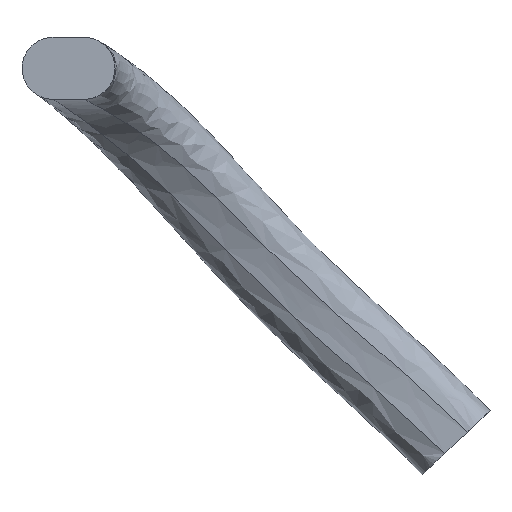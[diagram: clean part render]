
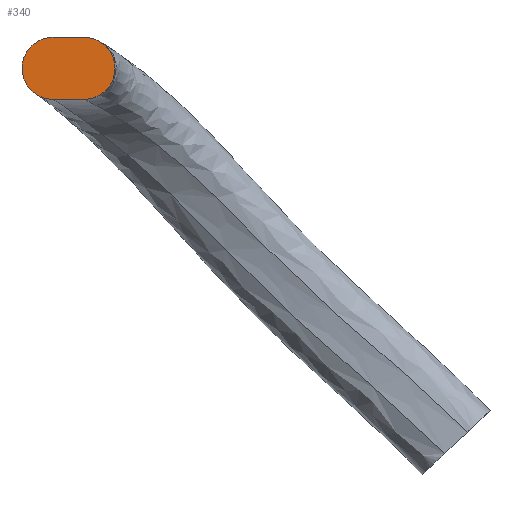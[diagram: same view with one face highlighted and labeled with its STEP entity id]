
A CAD part, left-side view. The second image highlights one B-rep face of the part: STEP entity #340.
In plain terms, the highlighted planar face has unit normal (-1, 0, 0).
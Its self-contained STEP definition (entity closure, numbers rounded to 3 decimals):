
#2 = CARTESIAN_POINT ( 'NONE',  ( 277., 240., 261.5 ) ) ;
#11 = LINE ( 'NONE', #472, #140 ) ;
#57 = ORIENTED_EDGE ( 'NONE', *, *, #615, .F. ) ;
#102 = CIRCLE ( 'NONE', #643, 20. ) ;
#119 = VERTEX_POINT ( 'NONE', #247 ) ;
#121 = CARTESIAN_POINT ( 'NONE',  ( 277., 260., 221.5 ) ) ;
#140 = VECTOR ( 'NONE', #241, 1000. ) ;
#178 = CARTESIAN_POINT ( 'NONE',  ( 277., 250., 221.5 ) ) ;
#189 = LINE ( 'NONE', #178, #602 ) ;
#214 = PLANE ( 'NONE',  #362 ) ;
#225 = DIRECTION ( 'NONE',  ( 1., 0., 0. ) ) ;
#229 = DIRECTION ( 'NONE',  ( 0., 0., -1. ) ) ;
#241 = DIRECTION ( 'NONE',  ( 0., -1., 0. ) ) ;
#247 = CARTESIAN_POINT ( 'NONE',  ( 277., 240., 221.5 ) ) ;
#265 = AXIS2_PLACEMENT_3D ( 'NONE', #675, #672, #229 ) ;
#340 = ADVANCED_FACE ( 'NONE', ( #381 ), #214, .F. ) ;
#352 = ORIENTED_EDGE ( 'NONE', *, *, #385, .F. ) ;
#362 = AXIS2_PLACEMENT_3D ( 'NONE', #440, #225, #559 ) ;
#381 = FACE_OUTER_BOUND ( 'NONE', #724, .T. ) ;
#382 = VERTEX_POINT ( 'NONE', #2 ) ;
#385 = EDGE_CURVE ( 'NONE', #382, #119, #551, .T. ) ;
#390 = CARTESIAN_POINT ( 'NONE',  ( 277., 260., 241.5 ) ) ;
#413 = DIRECTION ( 'NONE',  ( 0., 1., 0. ) ) ;
#416 = CARTESIAN_POINT ( 'NONE',  ( 277., 260., 261.5 ) ) ;
#440 = CARTESIAN_POINT ( 'NONE',  ( 277., 218.185, 219.685 ) ) ;
#452 = EDGE_CURVE ( 'NONE', #610, #469, #102, .T. ) ;
#469 = VERTEX_POINT ( 'NONE', #416 ) ;
#472 = CARTESIAN_POINT ( 'NONE',  ( 277., 250., 261.5 ) ) ;
#489 = EDGE_CURVE ( 'NONE', #119, #610, #189, .T. ) ;
#503 = ORIENTED_EDGE ( 'NONE', *, *, #489, .F. ) ;
#551 = CIRCLE ( 'NONE', #265, 20. ) ;
#559 = DIRECTION ( 'NONE',  ( 0., 1., 0. ) ) ;
#562 = DIRECTION ( 'NONE',  ( 0., 0., -1. ) ) ;
#582 = ORIENTED_EDGE ( 'NONE', *, *, #452, .F. ) ;
#602 = VECTOR ( 'NONE', #413, 1000. ) ;
#610 = VERTEX_POINT ( 'NONE', #121 ) ;
#613 = DIRECTION ( 'NONE',  ( 1., 0., 0. ) ) ;
#615 = EDGE_CURVE ( 'NONE', #469, #382, #11, .T. ) ;
#643 = AXIS2_PLACEMENT_3D ( 'NONE', #390, #613, #562 ) ;
#672 = DIRECTION ( 'NONE',  ( 1., 0., 0. ) ) ;
#675 = CARTESIAN_POINT ( 'NONE',  ( 277., 240., 241.5 ) ) ;
#724 = EDGE_LOOP ( 'NONE', ( #503, #352, #57, #582 ) ) ;
